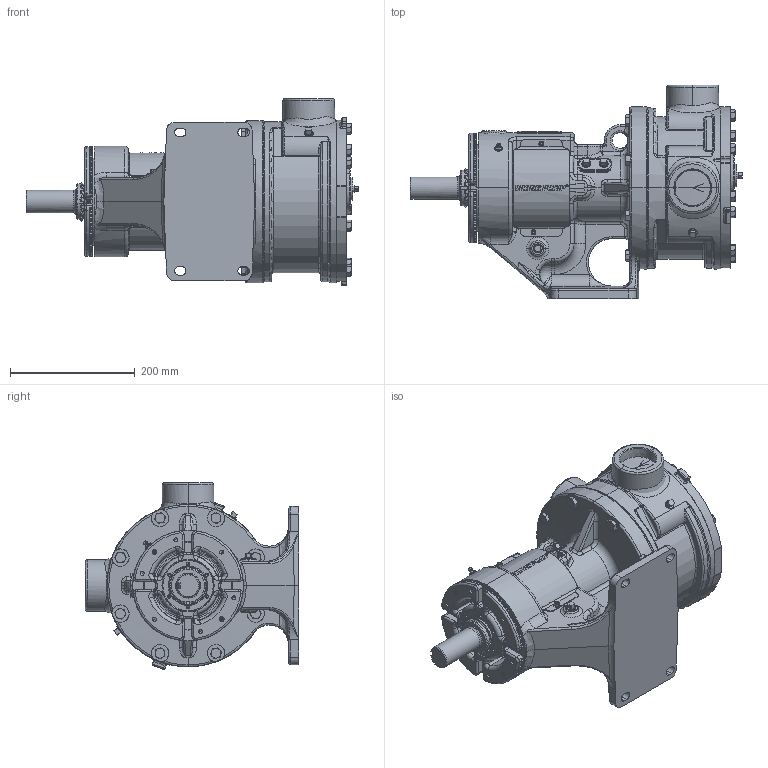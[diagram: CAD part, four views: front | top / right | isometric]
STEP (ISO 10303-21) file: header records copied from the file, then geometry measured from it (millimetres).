
FILE_DESCRIPTION (( 'STEP AP214' ), '1' );
FILE_NAME ('LV-4758.step', '2025-12-05T03:26:40', ( '' ), ( '' ), 'SwSTEP 2.0', 'SolidWorks 2024', '' );
FILE_SCHEMA (( 'AUTOMOTIVE_DESIGN' ));
Length unit declared in the file: inch
Products named in the file (1): LV-4758
Bounding box: 533.02 x 342.9 x 300.15 mm (x, y, z)
Volume: 12300922.2 mm3; surface area: 735809.9 mm2
Topology: 1 solids, 1 shells, 4036 faces, 10314 edges, 6402 vertices
Faces by surface type: plane 1314, bspline 1159, cylinder 818, cone 561, torus 133, sphere 51
Full cylindrical faces by diameter (mm): 39.986 x1
Entity records: 180925 total; most frequent: CARTESIAN_POINT 92760, ORIENTED_EDGE 20430, DIRECTION 15285, EDGE_CURVE 10215, VERTEX_POINT 6397, AXIS2_PLACEMENT_3D 5637, EDGE_LOOP 4274, FACE_OUTER_BOUND 4036
